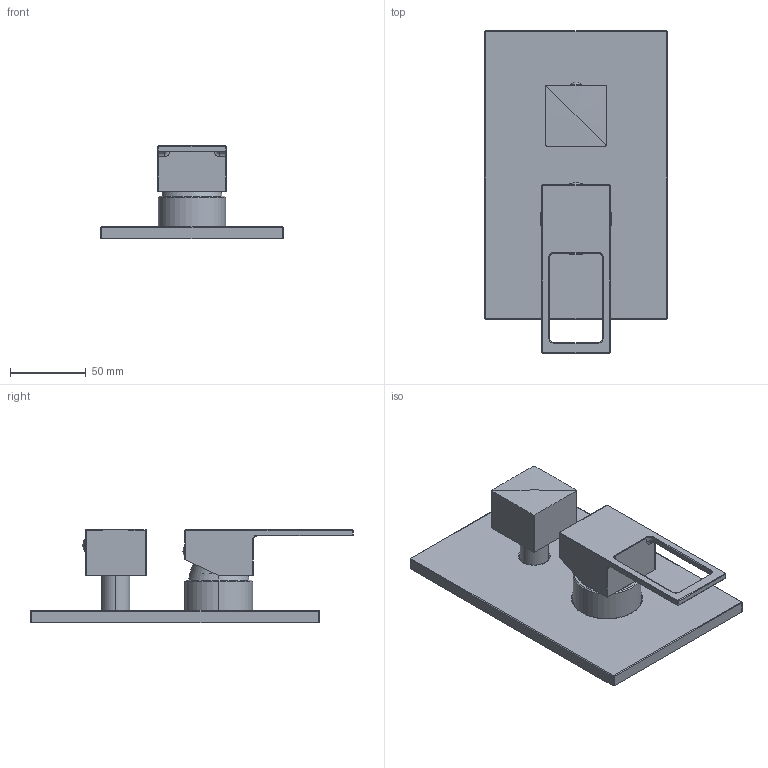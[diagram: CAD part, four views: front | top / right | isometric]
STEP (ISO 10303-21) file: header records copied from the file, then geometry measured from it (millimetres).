
FILE_DESCRIPTION((''),'2;1');
FILE_NAME('EF018CR','2021-01-13T16:26:17',('ut3'),('PAFFONI SpA'),'CREO PARAMETRIC BY PTC INC, 2020044','CREO PARAMETRIC BY PTC INC, 2020044','');
FILE_SCHEMA(('CONFIG_CONTROL_DESIGN','SHAPE_APPEARANCE_LAYERS_GROUPS'));
Length unit declared in the file: millimetre
Products named in the file (1): EF018CR
Bounding box: 120 x 212.5 x 61.39 mm (x, y, z)
Volume: 207185.3 mm3; surface area: 117386.4 mm2
Topology: 4 solids, 4 shells, 1265 faces, 3327 edges, 2094 vertices
Faces by surface type: plane 743, cylinder 331, torus 110, cone 59, sphere 20, bspline 2
Entity records: 50209 total; most frequent: CARTESIAN_POINT 10152, ORIENTED_EDGE 6630, DIRECTION 6389, EDGE_CURVE 3315, AXIS2_PLACEMENT_3D 2233, VERTEX_POINT 2094, VECTOR 1923, LINE 1923
